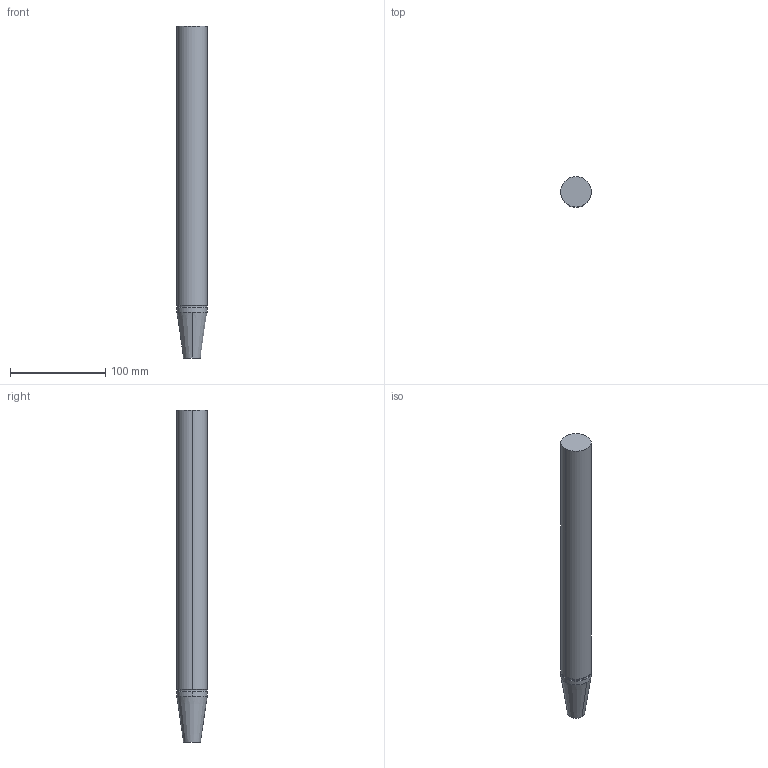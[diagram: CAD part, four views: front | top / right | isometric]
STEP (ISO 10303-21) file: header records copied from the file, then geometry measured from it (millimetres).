
FILE_DESCRIPTION (( 'STEP AP203' ), '1' );
FILE_NAME ('STP-SAKEM-50.09.32.300-P.STEP', '2020-11-02T05:59:28', ( '' ), ( '' ), 'SwSTEP 2.0', 'SolidWorks 2017', '' );
FILE_SCHEMA (( 'CONFIG_CONTROL_DESIGN' ));
Length unit declared in the file: millimetre
Products named in the file (1): STP-SAKEM-50.09.32.300-P
Bounding box: 32 x 32 x 347.8 mm (x, y, z)
Volume: 261029.5 mm3; surface area: 36237.1 mm2
Topology: 1 solids, 1 shells, 26 faces, 54 edges, 31 vertices
Faces by surface type: cylinder 12, cone 10, plane 4
Entity records: 755 total; most frequent: DIRECTION 136, CARTESIAN_POINT 110, ORIENTED_EDGE 104, AXIS2_PLACEMENT_3D 57, EDGE_CURVE 52, VERTEX_POINT 31, CIRCLE 30, EDGE_LOOP 29
